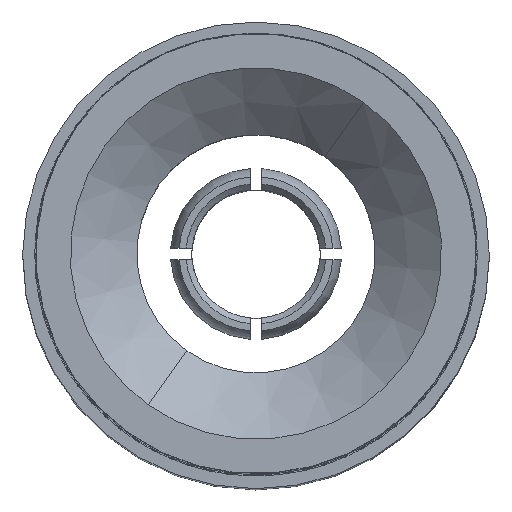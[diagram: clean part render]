
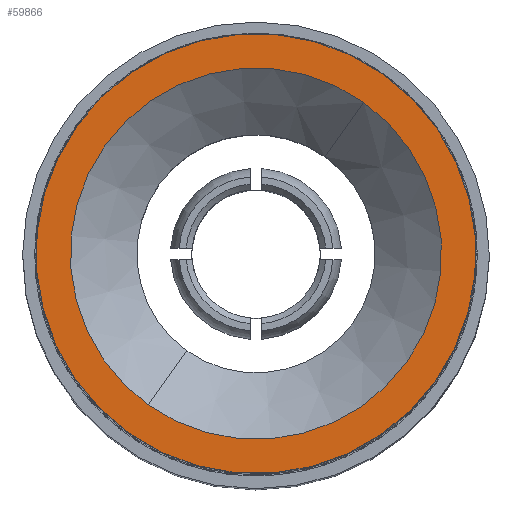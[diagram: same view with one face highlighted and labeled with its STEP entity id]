
A CAD part, top view. The second image highlights one B-rep face of the part: STEP entity #59866.
In plain terms, the highlighted planar face has unit normal (0, 0, 1).
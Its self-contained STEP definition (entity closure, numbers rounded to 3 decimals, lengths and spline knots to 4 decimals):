
#2359 = AXIS2_PLACEMENT_3D ( 'NONE', #92233, #98679, #44056 ) ;
#6060 = CARTESIAN_POINT ( 'NONE',  ( 2.0781, -2.3343, 23.25 ) ) ;
#6614 = AXIS2_PLACEMENT_3D ( 'NONE', #32998, #80779, #25058 ) ;
#7328 = VERTEX_POINT ( 'NONE', #61126 ) ;
#7499 = CARTESIAN_POINT ( 'NONE',  ( 0.193, -4.9817, 23.25 ) ) ;
#12478 = CIRCLE ( 'NONE', #2359, 3.25 ) ;
#16055 = DIRECTION ( 'NONE',  ( 0., 0., -1. ) ) ;
#16577 = CARTESIAN_POINT ( 'NONE',  ( 2.0781, -2.3343, 23.25 ) ) ;
#17192 = CARTESIAN_POINT ( 'NONE',  ( 2.4261, -1.8455, 23.25 ) ) ;
#22919 = CIRCLE ( 'NONE', #63561, 3.25 ) ;
#24461 = AXIS2_PLACEMENT_3D ( 'NONE', #96706, #16055, #78662 ) ;
#25058 = DIRECTION ( 'NONE',  ( 0.58, 0.815, 0. ) ) ;
#25430 = ORIENTED_EDGE ( 'NONE', *, *, #35899, .T. ) ;
#30436 = EDGE_LOOP ( 'NONE', ( #56984, #25430 ) ) ;
#31477 = DIRECTION ( 'NONE',  ( -0.58, -0.815, 0. ) ) ;
#32808 = EDGE_CURVE ( 'NONE', #7328, #95894, #22919, .T. ) ;
#32998 = CARTESIAN_POINT ( 'NONE',  ( 0.193, -4.9817, 23.25 ) ) ;
#35899 = EDGE_CURVE ( 'NONE', #95894, #7328, #12478, .T. ) ;
#37971 = ORIENTED_EDGE ( 'NONE', *, *, #97209, .F. ) ;
#38946 = PLANE ( 'NONE',  #76866 ) ;
#39699 = CIRCLE ( 'NONE', #24461, 3.85 ) ;
#44056 = DIRECTION ( 'NONE',  ( 0.58, 0.815, 0. ) ) ;
#47453 = FACE_BOUND ( 'NONE', #30436, .T. ) ;
#49819 = ORIENTED_EDGE ( 'NONE', *, *, #54909, .F. ) ;
#54750 = EDGE_LOOP ( 'NONE', ( #37971, #49819 ) ) ;
#54909 = EDGE_CURVE ( 'NONE', #79822, #72108, #39699, .T. ) ;
#55900 = DIRECTION ( 'NONE',  ( 0., 0., 1. ) ) ;
#56984 = ORIENTED_EDGE ( 'NONE', *, *, #32808, .T. ) ;
#59866 = ADVANCED_FACE ( 'NONE', ( #47453, #72337 ), #38946, .T. ) ;
#61126 = CARTESIAN_POINT ( 'NONE',  ( -1.6922, -7.6291, 23.25 ) ) ;
#63561 = AXIS2_PLACEMENT_3D ( 'NONE', #7499, #102435, #101925 ) ;
#72108 = VERTEX_POINT ( 'NONE', #17192 ) ;
#72337 = FACE_OUTER_BOUND ( 'NONE', #54750, .T. ) ;
#72635 = CIRCLE ( 'NONE', #6614, 3.85 ) ;
#76866 = AXIS2_PLACEMENT_3D ( 'NONE', #6060, #55900, #31477 ) ;
#78662 = DIRECTION ( 'NONE',  ( 0.58, 0.815, 0. ) ) ;
#79822 = VERTEX_POINT ( 'NONE', #97451 ) ;
#80779 = DIRECTION ( 'NONE',  ( 0., 0., -1. ) ) ;
#92233 = CARTESIAN_POINT ( 'NONE',  ( 0.193, -4.9817, 23.25 ) ) ;
#95894 = VERTEX_POINT ( 'NONE', #16577 ) ;
#96706 = CARTESIAN_POINT ( 'NONE',  ( 0.193, -4.9817, 23.25 ) ) ;
#97209 = EDGE_CURVE ( 'NONE', #72108, #79822, #72635, .T. ) ;
#97451 = CARTESIAN_POINT ( 'NONE',  ( -2.0402, -8.1179, 23.25 ) ) ;
#98679 = DIRECTION ( 'NONE',  ( 0., 0., -1. ) ) ;
#101925 = DIRECTION ( 'NONE',  ( 0.58, 0.815, 0. ) ) ;
#102435 = DIRECTION ( 'NONE',  ( 0., 0., -1. ) ) ;
